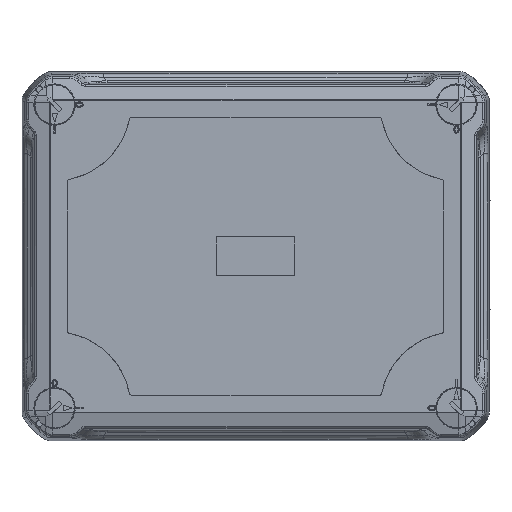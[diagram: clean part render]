
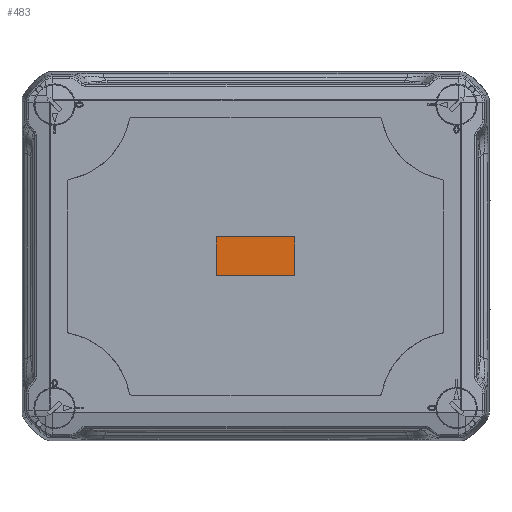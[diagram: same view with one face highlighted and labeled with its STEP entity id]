
A CAD part, top view. The second image highlights one B-rep face of the part: STEP entity #483.
In plain terms, the highlighted planar face has unit normal (0, 0, 1).
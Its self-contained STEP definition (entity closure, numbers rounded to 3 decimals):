
#483=ADVANCED_FACE('',(#2784),#33343,.T.);
#2784=FACE_OUTER_BOUND('',#5085,.T.);
#5085=EDGE_LOOP('',(#8787,#8788,#8789,#8790,#8791,#8792,#8793,#8794));
#8787=ORIENTED_EDGE('',*,*,#19337,.T.);
#8788=ORIENTED_EDGE('',*,*,#20520,.T.);
#8789=ORIENTED_EDGE('',*,*,#19335,.T.);
#8790=ORIENTED_EDGE('',*,*,#20511,.T.);
#8791=ORIENTED_EDGE('',*,*,#19336,.T.);
#8792=ORIENTED_EDGE('',*,*,#20515,.T.);
#8793=ORIENTED_EDGE('',*,*,#19334,.T.);
#8794=ORIENTED_EDGE('',*,*,#20518,.T.);
#19334=EDGE_CURVE('',#30358,#30359,#24588,.T.);
#19335=EDGE_CURVE('',#30357,#30362,#24589,.T.);
#19336=EDGE_CURVE('',#30363,#30361,#24590,.T.);
#19337=EDGE_CURVE('',#30360,#30356,#24591,.T.);
#20511=EDGE_CURVE('',#30362,#30363,#27836,.T.);
#20515=EDGE_CURVE('',#30361,#30358,#27840,.T.);
#20518=EDGE_CURVE('',#30359,#30360,#27843,.T.);
#20520=EDGE_CURVE('',#30356,#30357,#27845,.T.);
#24588=B_SPLINE_CURVE_WITH_KNOTS('',1,(#103985,#103986),.UNSPECIFIED.,.F.,
 .F.,(2,2),(0.,15.),.UNSPECIFIED.);
#24589=B_SPLINE_CURVE_WITH_KNOTS('',1,(#103987,#103988),.UNSPECIFIED.,.F.,
 .F.,(2,2),(0.,15.),.UNSPECIFIED.);
#24590=B_SPLINE_CURVE_WITH_KNOTS('',1,(#103989,#103990),.UNSPECIFIED.,.F.,
 .F.,(2,2),(-31.,0.),.UNSPECIFIED.);
#24591=B_SPLINE_CURVE_WITH_KNOTS('',1,(#103991,#103992),.UNSPECIFIED.,.F.,
 .F.,(2,2),(-31.,0.),.UNSPECIFIED.);
#27836=(
BOUNDED_CURVE()
B_SPLINE_CURVE(2,(#121675,#121676,#121677),.UNSPECIFIED.,.F.,.F.)
B_SPLINE_CURVE_WITH_KNOTS((3,3),(-0.628,0.),.UNSPECIFIED.)
CURVE()
GEOMETRIC_REPRESENTATION_ITEM()
RATIONAL_B_SPLINE_CURVE((1.,0.707,1.))
REPRESENTATION_ITEM('')
);
#27840=(
BOUNDED_CURVE()
B_SPLINE_CURVE(2,(#121687,#121688,#121689),.UNSPECIFIED.,.F.,.F.)
B_SPLINE_CURVE_WITH_KNOTS((3,3),(0.,0.628),.UNSPECIFIED.)
CURVE()
GEOMETRIC_REPRESENTATION_ITEM()
RATIONAL_B_SPLINE_CURVE((1.,0.707,1.))
REPRESENTATION_ITEM('')
);
#27843=(
BOUNDED_CURVE()
B_SPLINE_CURVE(2,(#121696,#121697,#121698),.UNSPECIFIED.,.F.,.F.)
B_SPLINE_CURVE_WITH_KNOTS((3,3),(-0.628,0.),.UNSPECIFIED.)
CURVE()
GEOMETRIC_REPRESENTATION_ITEM()
RATIONAL_B_SPLINE_CURVE((1.,0.707,1.))
REPRESENTATION_ITEM('')
);
#27845=(
BOUNDED_CURVE()
B_SPLINE_CURVE(2,(#121702,#121703,#121704),.UNSPECIFIED.,.F.,.F.)
B_SPLINE_CURVE_WITH_KNOTS((3,3),(0.,0.628),.UNSPECIFIED.)
CURVE()
GEOMETRIC_REPRESENTATION_ITEM()
RATIONAL_B_SPLINE_CURVE((1.,0.707,1.))
REPRESENTATION_ITEM('')
);
#30356=VERTEX_POINT('',#94869);
#30357=VERTEX_POINT('',#94870);
#30358=VERTEX_POINT('',#94871);
#30359=VERTEX_POINT('',#94872);
#30360=VERTEX_POINT('',#94873);
#30361=VERTEX_POINT('',#94874);
#30362=VERTEX_POINT('',#94875);
#30363=VERTEX_POINT('',#94876);
#33343=PLANE('',#35821);
#35821=AXIS2_PLACEMENT_3D('',#52466,#36343,$);
#36343=DIRECTION('',(0.,0.,1.));
#52466=CARTESIAN_POINT('',(-105.812,-8.88,90.372));
#94869=CARTESIAN_POINT('',(-74.094,-8.722,90.372));
#94870=CARTESIAN_POINT('',(-73.694,-8.322,90.372));
#94871=CARTESIAN_POINT('',(-105.494,6.678,90.372));
#94872=CARTESIAN_POINT('',(-105.494,-8.322,90.372));
#94873=CARTESIAN_POINT('',(-105.094,-8.722,90.372));
#94874=CARTESIAN_POINT('',(-105.094,7.078,90.372));
#94875=CARTESIAN_POINT('',(-73.694,6.678,90.372));
#94876=CARTESIAN_POINT('',(-74.094,7.078,90.372));
#103985=CARTESIAN_POINT('',(-105.494,6.678,90.372));
#103986=CARTESIAN_POINT('',(-105.494,-8.322,90.372));
#103987=CARTESIAN_POINT('',(-73.694,-8.322,90.372));
#103988=CARTESIAN_POINT('',(-73.694,6.678,90.372));
#103989=CARTESIAN_POINT('',(-74.094,7.078,90.372));
#103990=CARTESIAN_POINT('',(-105.094,7.078,90.372));
#103991=CARTESIAN_POINT('',(-105.094,-8.722,90.372));
#103992=CARTESIAN_POINT('',(-74.094,-8.722,90.372));
#121675=CARTESIAN_POINT('',(-73.694,6.678,90.372));
#121676=CARTESIAN_POINT('',(-73.694,7.078,90.372));
#121677=CARTESIAN_POINT('',(-74.094,7.078,90.372));
#121687=CARTESIAN_POINT('',(-105.094,7.078,90.372));
#121688=CARTESIAN_POINT('',(-105.494,7.078,90.372));
#121689=CARTESIAN_POINT('',(-105.494,6.678,90.372));
#121696=CARTESIAN_POINT('',(-105.494,-8.322,90.372));
#121697=CARTESIAN_POINT('',(-105.494,-8.722,90.372));
#121698=CARTESIAN_POINT('',(-105.094,-8.722,90.372));
#121702=CARTESIAN_POINT('',(-74.094,-8.722,90.372));
#121703=CARTESIAN_POINT('',(-73.694,-8.722,90.372));
#121704=CARTESIAN_POINT('',(-73.694,-8.322,90.372));
